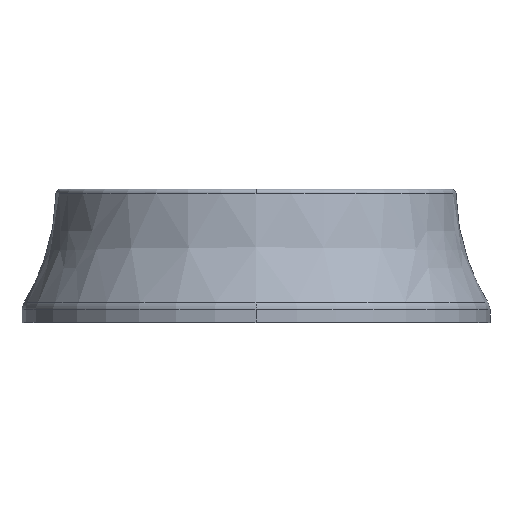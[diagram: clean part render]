
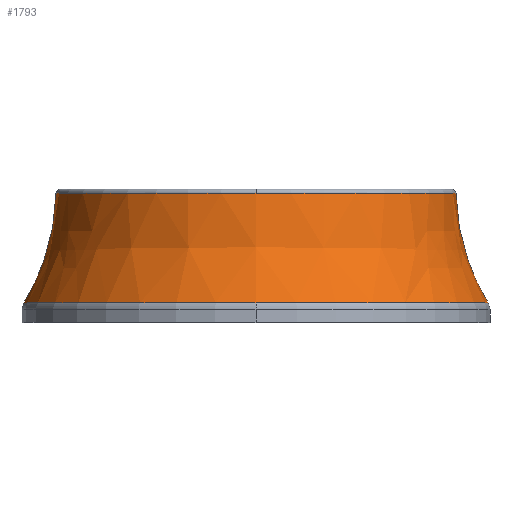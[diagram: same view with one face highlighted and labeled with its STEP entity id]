
A CAD part, top view. The second image highlights one B-rep face of the part: STEP entity #1793.
In plain terms, the highlighted free-form (B-spline) face has degree [3, 3] with [5, 4] control points.
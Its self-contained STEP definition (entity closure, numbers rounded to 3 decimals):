
#3 = DIRECTION ( 'NONE',  ( 0., 0., 1. ) ) ;
#34 = DIRECTION ( 'NONE',  ( 0., -1., 0. ) ) ;
#52 = CARTESIAN_POINT ( 'NONE',  ( 0., 7.909, 0. ) ) ;
#58 = DIRECTION ( 'NONE',  ( 0., 0., 1. ) ) ;
#65 = CARTESIAN_POINT ( 'NONE',  ( 24.197, 1.308, 0. ) ) ;
#84 = EDGE_CURVE ( 'NONE', #1455, #577, #896, .T. ) ;
#123 = CARTESIAN_POINT ( 'NONE',  ( -27.285, -4.964, 0. ) ) ;
#176 = DIRECTION ( 'NONE',  ( 0., 0., 1. ) ) ;
#195 = CARTESIAN_POINT ( 'NONE',  ( -23.545, 5.725, 0. ) ) ;
#204 = CARTESIAN_POINT ( 'NONE',  ( -23.505, 7.909, 0. ) ) ;
#210 = CIRCLE ( 'NONE', #1559, 27.285 ) ;
#242 = AXIS2_PLACEMENT_3D ( 'NONE', #482, #1656, #176 ) ;
#352 = CARTESIAN_POINT ( 'NONE',  ( 24.197, 1.308, 0. ) ) ;
#357 = FACE_OUTER_BOUND ( 'NONE', #1806, .T. ) ;
#358 = VERTEX_POINT ( 'NONE', #1891 ) ;
#378 = ORIENTED_EDGE ( 'NONE', *, *, #963, .T. ) ;
#416 = ORIENTED_EDGE ( 'NONE', *, *, #1112, .F. ) ;
#482 = CARTESIAN_POINT ( 'NONE',  ( 0., 7.909, 0. ) ) ;
#508 = ORIENTED_EDGE ( 'NONE', *, *, #1583, .T. ) ;
#512 = CARTESIAN_POINT ( 'NONE',  ( 24.197, 1.308, 48.393 ) ) ;
#545 = CARTESIAN_POINT ( 'NONE',  ( 0., 7.909, 23.505 ) ) ;
#577 = VERTEX_POINT ( 'NONE', #1065 ) ;
#625 = B_SPLINE_CURVE_WITH_KNOTS ( 'NONE', 3,
 ( #833, #1137, #352, #1524, #1392 ),
 .UNSPECIFIED., .F., .F.,
 ( 4, 1, 4 ),
 ( 0.034, 0.486, 0.973 ),
 .UNSPECIFIED. ) ;
#652 = VERTEX_POINT ( 'NONE', #1140 ) ;
#653 = CARTESIAN_POINT ( 'NONE',  ( -26.024, -2.866, 0. ) ) ;
#670 = CARTESIAN_POINT ( 'NONE',  ( 23.505, 7.909, 0. ) ) ;
#680 = VERTEX_POINT ( 'NONE', #545 ) ;
#688 = ORIENTED_EDGE ( 'NONE', *, *, #84, .T. ) ;
#691 = ORIENTED_EDGE ( 'NONE', *, *, #1694, .T. ) ;
#707 = AXIS2_PLACEMENT_3D ( 'NONE', #52, #34, #58 ) ;
#791 = CARTESIAN_POINT ( 'NONE',  ( -23.545, 5.725, 47.091 ) ) ;
#800 = CARTESIAN_POINT ( 'NONE',  ( 23.545, 5.725, 0. ) ) ;
#818 = CARTESIAN_POINT ( 'NONE',  ( -23.505, 7.909, 47.009 ) ) ;
#833 = CARTESIAN_POINT ( 'NONE',  ( 23.505, 7.909, 0. ) ) ;
#859 = CARTESIAN_POINT ( 'NONE',  ( -24.197, 1.308, 0. ) ) ;
#881 = CARTESIAN_POINT ( 'NONE',  ( -23.545, 5.725, 0. ) ) ;
#896 = CIRCLE ( 'NONE', #1498, 27.285 ) ;
#935 = CARTESIAN_POINT ( 'NONE',  ( 23.505, 7.909, 47.009 ) ) ;
#963 = EDGE_CURVE ( 'NONE', #1340, #680, #1713, .T. ) ;
#1016 = CARTESIAN_POINT ( 'NONE',  ( 0., -4.964, 0. ) ) ;
#1047 = ORIENTED_EDGE ( 'NONE', *, *, #1526, .T. ) ;
#1065 = CARTESIAN_POINT ( 'NONE',  ( 0., -4.964, 27.285 ) ) ;
#1095 = CARTESIAN_POINT ( 'NONE',  ( 26.024, -2.866, 52.047 ) ) ;
#1102 = CARTESIAN_POINT ( 'NONE',  ( 26.024, -2.866, 0. ) ) ;
#1112 = EDGE_CURVE ( 'NONE', #1340, #358, #625, .T. ) ;
#1137 = CARTESIAN_POINT ( 'NONE',  ( 23.545, 5.725, 0. ) ) ;
#1140 = CARTESIAN_POINT ( 'NONE',  ( -23.505, 7.909, 0. ) ) ;
#1152 = CARTESIAN_POINT ( 'NONE',  ( 27.285, -4.964, 0. ) ) ;
#1177 = DIRECTION ( 'NONE',  ( 0., 1., 0. ) ) ;
#1201 = CARTESIAN_POINT ( 'NONE',  ( 23.505, 7.909, 0. ) ) ;
#1252 = CARTESIAN_POINT ( 'NONE',  ( -27.285, -4.964, 54.571 ) ) ;
#1275 = CARTESIAN_POINT ( 'NONE',  ( -23.505, 7.909, 0. ) ) ;
#1340 = VERTEX_POINT ( 'NONE', #1201 ) ;
#1379 = CARTESIAN_POINT ( 'NONE',  ( 23.545, 5.725, 47.091 ) ) ;
#1383 = CARTESIAN_POINT ( 'NONE',  ( -27.285, -4.964, 0. ) ) ;
#1388 = CARTESIAN_POINT ( 'NONE',  ( -24.197, 1.308, 0. ) ) ;
#1392 = CARTESIAN_POINT ( 'NONE',  ( 27.285, -4.964, 0. ) ) ;
#1396 = CARTESIAN_POINT ( 'NONE',  ( -24.197, 1.308, 48.393 ) ) ;
#1436 = CARTESIAN_POINT ( 'NONE',  ( -26.024, -2.866, 0. ) ) ;
#1446 = CARTESIAN_POINT ( 'NONE',  ( 27.285, -4.964, 54.571 ) ) ;
#1455 = VERTEX_POINT ( 'NONE', #1383 ) ;
#1498 = AXIS2_PLACEMENT_3D ( 'NONE', #1016, #1589, #3 ) ;
#1524 = CARTESIAN_POINT ( 'NONE',  ( 26.024, -2.866, 0. ) ) ;
#1526 = EDGE_CURVE ( 'NONE', #577, #358, #210, .T. ) ;
#1559 = AXIS2_PLACEMENT_3D ( 'NONE', #1731, #1177, #1587 ) ;
#1583 = EDGE_CURVE ( 'NONE', #652, #1455, #1808, .T. ) ;
#1587 = DIRECTION ( 'NONE',  ( 0., 0., 1. ) ) ;
#1589 = DIRECTION ( 'NONE',  ( 0., 1., 0. ) ) ;
#1636 =( BOUNDED_SURFACE ( )  B_SPLINE_SURFACE ( 3, 3, ( 
 ( #204, #818, #935, #670 ),
 ( #195, #791, #1379, #800 ),
 ( #1388, #1396, #512, #65 ),
 ( #653, #1815, #1095, #1102 ),
 ( #1685, #1252, #1446, #1152 ) ),
 .UNSPECIFIED., .F., .F., .F. ) 
 B_SPLINE_SURFACE_WITH_KNOTS ( ( 4, 1, 4 ),
 ( 4, 4 ),
 ( 0.034, 0.486, 0.973 ),
 ( 0., 1. ),
 .UNSPECIFIED. ) 
 GEOMETRIC_REPRESENTATION_ITEM ( )  RATIONAL_B_SPLINE_SURFACE ( (
 ( 1., 0.333, 0.333, 1.),
 ( 1., 0.333, 0.333, 1.),
 ( 1., 0.333, 0.333, 1.),
 ( 1., 0.333, 0.333, 1.),
 ( 1., 0.333, 0.333, 1.) ) ) 
 REPRESENTATION_ITEM ( '' )  SURFACE ( )  );
#1651 = CIRCLE ( 'NONE', #242, 23.505 ) ;
#1656 = DIRECTION ( 'NONE',  ( 0., -1., 0. ) ) ;
#1685 = CARTESIAN_POINT ( 'NONE',  ( -27.285, -4.964, 0. ) ) ;
#1694 = EDGE_CURVE ( 'NONE', #680, #652, #1651, .T. ) ;
#1713 = CIRCLE ( 'NONE', #707, 23.505 ) ;
#1731 = CARTESIAN_POINT ( 'NONE',  ( 0., -4.964, 0. ) ) ;
#1793 = ADVANCED_FACE ( 'NONE', ( #357 ), #1636, .T. ) ;
#1806 = EDGE_LOOP ( 'NONE', ( #691, #508, #688, #1047, #416, #378 ) ) ;
#1808 = B_SPLINE_CURVE_WITH_KNOTS ( 'NONE', 3,
 ( #1275, #881, #859, #1436, #123 ),
 .UNSPECIFIED., .F., .F.,
 ( 4, 1, 4 ),
 ( 0.034, 0.486, 0.973 ),
 .UNSPECIFIED. ) ;
#1815 = CARTESIAN_POINT ( 'NONE',  ( -26.024, -2.866, 52.047 ) ) ;
#1891 = CARTESIAN_POINT ( 'NONE',  ( 27.285, -4.964, 0. ) ) ;
